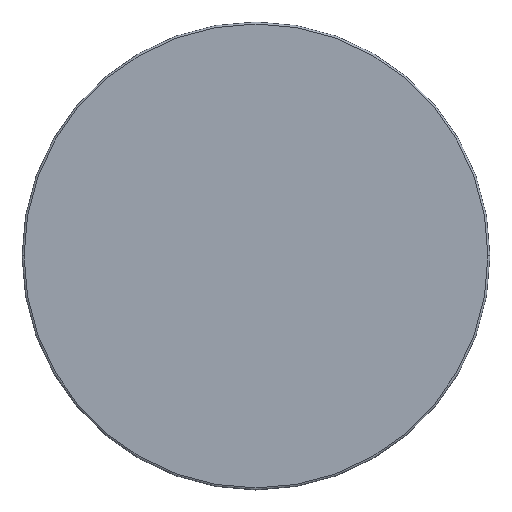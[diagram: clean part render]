
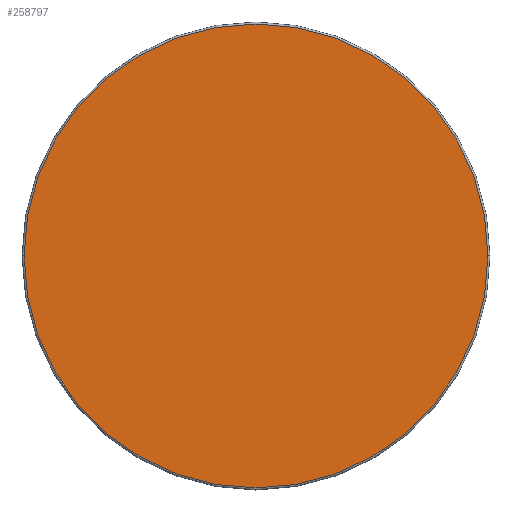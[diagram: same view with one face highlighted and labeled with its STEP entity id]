
A CAD part, top view. The second image highlights one B-rep face of the part: STEP entity #258797.
In plain terms, the highlighted planar face has unit normal (0, 0, 1).
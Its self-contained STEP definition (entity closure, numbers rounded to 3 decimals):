
#258637=CARTESIAN_POINT('',(0.,0.,0.87));
#258638=DIRECTION('',(0.,0.,1.));
#258639=DIRECTION('',(1.,0.,0.));
#258640=AXIS2_PLACEMENT_3D('',#258637,#258638,#258639);
#258642=CARTESIAN_POINT('',(0.,0.,0.87));
#258643=DIRECTION('',(0.,0.,1.));
#258644=DIRECTION('',(-1.,0.,0.));
#258645=AXIS2_PLACEMENT_3D('',#258642,#258643,#258644);
#258752=CARTESIAN_POINT('',(28.74,0.,0.87));
#258753=CARTESIAN_POINT('',(-28.74,0.,0.87));
#258754=VERTEX_POINT('',#258752);
#258755=VERTEX_POINT('',#258753);
#258787=CARTESIAN_POINT('',(0.,0.,0.87));
#258788=DIRECTION('',(0.,0.,1.));
#258789=DIRECTION('',(1.,0.,0.));
#258790=AXIS2_PLACEMENT_3D('',#258787,#258788,#258789);
#258791=PLANE('',#258790);
#258792=ORIENTED_EDGE('',*,*,#258769,.F.);
#258794=ORIENTED_EDGE('',*,*,#258793,.F.);
#258795=EDGE_LOOP('',(#258792,#258794));
#258796=FACE_OUTER_BOUND('',#258795,.F.);
#258641=CIRCLE('',#258640,28.74);
#258646=CIRCLE('',#258645,28.74);
#258769=EDGE_CURVE('',#258754,#258755,#258641,.T.);
#258793=EDGE_CURVE('',#258755,#258754,#258646,.T.);
#258797=ADVANCED_FACE('',(#258796),#258791,.T.);
